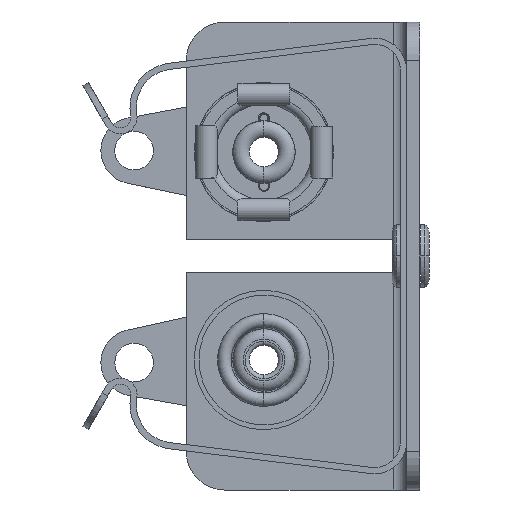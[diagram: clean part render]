
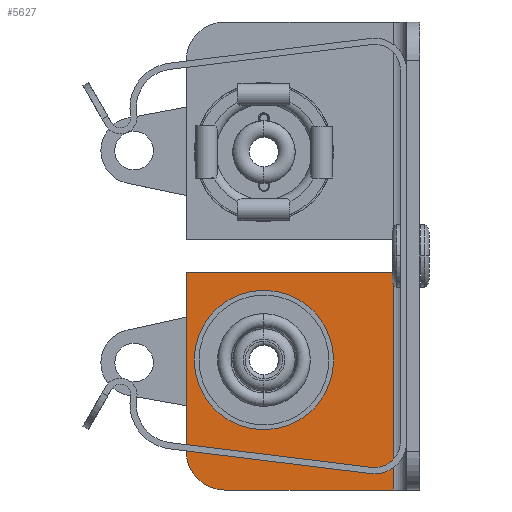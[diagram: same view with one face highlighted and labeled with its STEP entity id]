
A CAD part, left-side view. The second image highlights one B-rep face of the part: STEP entity #5627.
In plain terms, the highlighted planar face has unit normal (-1, 0, 0).
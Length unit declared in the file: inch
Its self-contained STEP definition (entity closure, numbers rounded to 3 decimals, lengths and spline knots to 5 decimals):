
#85 = VECTOR ( 'NONE', #18820, 39.37008 ) ;
#627 = LINE ( 'NONE', #1365, #12394 ) ;
#1365 = CARTESIAN_POINT ( 'NONE',  ( 1.06398, -0.20539, 0.47759 ) ) ;
#1826 = CIRCLE ( 'NONE', #2487, 0.156 ) ;
#2063 = CARTESIAN_POINT ( 'NONE',  ( 1.06398, 0.29261, -0.55441 ) ) ;
#2274 = VERTEX_POINT ( 'NONE', #10332 ) ;
#2393 = EDGE_CURVE ( 'NONE', #19032, #9114, #1826, .T. ) ;
#2395 = AXIS2_PLACEMENT_3D ( 'NONE', #17663, #14711, #5553 ) ;
#2476 = PLANE ( 'NONE',  #2395 ) ;
#2487 = AXIS2_PLACEMENT_3D ( 'NONE', #4893, #15615, #6438 ) ;
#2759 = LINE ( 'NONE', #19495, #18571 ) ;
#2865 = DIRECTION ( 'NONE',  ( 0., 0., 1. ) ) ;
#2934 = FACE_BOUND ( 'NONE', #4918, .T. ) ;
#2955 = ORIENTED_EDGE ( 'NONE', *, *, #2393, .T. ) ;
#3301 = CIRCLE ( 'NONE', #18367, 0.156 ) ;
#3325 = VERTEX_POINT ( 'NONE', #16446 ) ;
#3578 = VECTOR ( 'NONE', #5374, 39.37008 ) ;
#3607 = CARTESIAN_POINT ( 'NONE',  ( 1.06398, 0.10561, -0.33491 ) ) ;
#3677 = EDGE_CURVE ( 'NONE', #18004, #17691, #5132, .T. ) ;
#4893 = CARTESIAN_POINT ( 'NONE',  ( 1.06398, 0.10561, -0.33491 ) ) ;
#4918 = EDGE_LOOP ( 'NONE', ( #16939, #2955 ) ) ;
#5132 = CIRCLE ( 'NONE', #9141, 0.093 ) ;
#5154 = DIRECTION ( 'NONE',  ( 0., 0., 1. ) ) ;
#5374 = DIRECTION ( 'NONE',  ( 0., -1., 0. ) ) ;
#5399 = EDGE_LOOP ( 'NONE', ( #13851, #14432, #6027, #18028, #17127 ) ) ;
#5553 = DIRECTION ( 'NONE',  ( 0., 0., 1. ) ) ;
#5627 = ADVANCED_FACE ( 'NONE', ( #10579, #2934 ), #2476, .T. ) ;
#6027 = ORIENTED_EDGE ( 'NONE', *, *, #13444, .T. ) ;
#6422 = CARTESIAN_POINT ( 'NONE',  ( 1.06398, 0.19961, -0.55441 ) ) ;
#6438 = DIRECTION ( 'NONE',  ( 0., 0., 1. ) ) ;
#7442 = VERTEX_POINT ( 'NONE', #14030 ) ;
#7953 = DIRECTION ( 'NONE',  ( 0., 0., -1. ) ) ;
#8191 = EDGE_CURVE ( 'NONE', #2274, #3325, #17703, .T. ) ;
#8274 = LINE ( 'NONE', #14169, #85 ) ;
#9114 = VERTEX_POINT ( 'NONE', #11776 ) ;
#9141 = AXIS2_PLACEMENT_3D ( 'NONE', #6422, #17130, #7953 ) ;
#10332 = CARTESIAN_POINT ( 'NONE',  ( 1.06398, 0.29261, -0.12391 ) ) ;
#10579 = FACE_OUTER_BOUND ( 'NONE', #5399, .T. ) ;
#10718 = EDGE_CURVE ( 'NONE', #17691, #7442, #8274, .T. ) ;
#11776 = CARTESIAN_POINT ( 'NONE',  ( 1.06398, 0.10561, -0.17891 ) ) ;
#12394 = VECTOR ( 'NONE', #2865, 39.37008 ) ;
#13371 = CARTESIAN_POINT ( 'NONE',  ( 1.06398, 0.19961, -0.64741 ) ) ;
#13444 = EDGE_CURVE ( 'NONE', #7442, #3325, #627, .T. ) ;
#13851 = ORIENTED_EDGE ( 'NONE', *, *, #3677, .T. ) ;
#14030 = CARTESIAN_POINT ( 'NONE',  ( 1.06398, -0.20539, -0.64741 ) ) ;
#14169 = CARTESIAN_POINT ( 'NONE',  ( 1.06398, -0.20539, -0.64741 ) ) ;
#14307 = DIRECTION ( 'NONE',  ( 1., 0., 0. ) ) ;
#14432 = ORIENTED_EDGE ( 'NONE', *, *, #10718, .T. ) ;
#14533 = CARTESIAN_POINT ( 'NONE',  ( 1.06398, 0.30061, -0.12391 ) ) ;
#14711 = DIRECTION ( 'NONE',  ( -1., 0., 0. ) ) ;
#14956 = DIRECTION ( 'NONE',  ( 0., 0., -1. ) ) ;
#15019 = EDGE_CURVE ( 'NONE', #9114, #19032, #3301, .T. ) ;
#15615 = DIRECTION ( 'NONE',  ( 1., 0., 0. ) ) ;
#16446 = CARTESIAN_POINT ( 'NONE',  ( 1.06398, -0.20539, -0.12391 ) ) ;
#16939 = ORIENTED_EDGE ( 'NONE', *, *, #15019, .T. ) ;
#16983 = EDGE_CURVE ( 'NONE', #2274, #18004, #2759, .T. ) ;
#17127 = ORIENTED_EDGE ( 'NONE', *, *, #16983, .T. ) ;
#17130 = DIRECTION ( 'NONE',  ( -1., 0., 0. ) ) ;
#17663 = CARTESIAN_POINT ( 'NONE',  ( 1.06398, -0.20539, 0.47759 ) ) ;
#17691 = VERTEX_POINT ( 'NONE', #13371 ) ;
#17703 = LINE ( 'NONE', #14533, #3578 ) ;
#18004 = VERTEX_POINT ( 'NONE', #2063 ) ;
#18028 = ORIENTED_EDGE ( 'NONE', *, *, #8191, .F. ) ;
#18367 = AXIS2_PLACEMENT_3D ( 'NONE', #3607, #14307, #5154 ) ;
#18571 = VECTOR ( 'NONE', #14956, 39.37008 ) ;
#18772 = CARTESIAN_POINT ( 'NONE',  ( 1.06398, 0.10561, -0.49091 ) ) ;
#18820 = DIRECTION ( 'NONE',  ( 0., -1., 0. ) ) ;
#19032 = VERTEX_POINT ( 'NONE', #18772 ) ;
#19495 = CARTESIAN_POINT ( 'NONE',  ( 1.06398, 0.29261, 0.47759 ) ) ;
